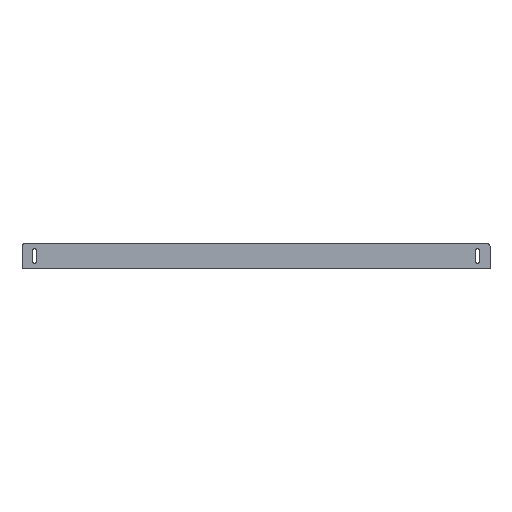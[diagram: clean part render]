
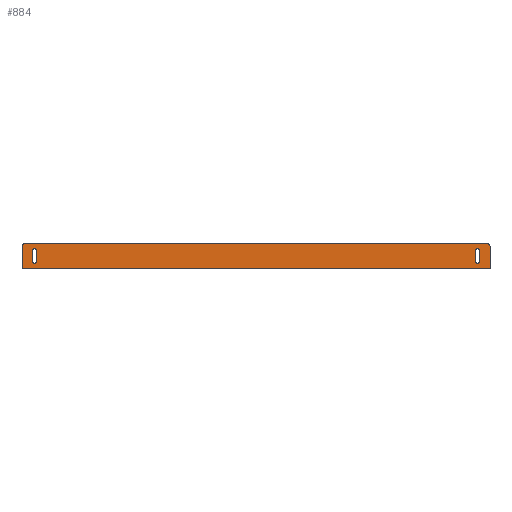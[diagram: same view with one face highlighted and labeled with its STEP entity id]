
A CAD part, front view. The second image highlights one B-rep face of the part: STEP entity #884.
In plain terms, the highlighted planar face has unit normal (0, -1, 0).
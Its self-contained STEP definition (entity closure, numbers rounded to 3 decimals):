
#32 = CARTESIAN_POINT ( 'NONE',  ( 475., -36.5, 0. ) ) ;
#132 = ORIENTED_EDGE ( 'NONE', *, *, #7064, .F. ) ;
#145 = CARTESIAN_POINT ( 'NONE',  ( -475., -36.5, 45. ) ) ;
#196 = EDGE_LOOP ( 'NONE', ( #8272, #8245, #8673, #4463 ) ) ;
#278 = DIRECTION ( 'NONE',  ( 0., 0., 1. ) ) ;
#396 = VERTEX_POINT ( 'NONE', #6311 ) ;
#404 = ORIENTED_EDGE ( 'NONE', *, *, #1258, .F. ) ;
#436 = EDGE_CURVE ( 'NONE', #3694, #4656, #4150, .T. ) ;
#452 = DIRECTION ( 'NONE',  ( 0., 0., -1. ) ) ;
#477 = CARTESIAN_POINT ( 'NONE',  ( -470., -36.5, 45. ) ) ;
#519 = LINE ( 'NONE', #1976, #1022 ) ;
#538 = DIRECTION ( 'NONE',  ( 0., 0., 1. ) ) ;
#663 = CARTESIAN_POINT ( 'NONE',  ( -445.5, -36.5, 35. ) ) ;
#790 = EDGE_CURVE ( 'NONE', #3728, #3694, #1383, .T. ) ;
#802 = ORIENTED_EDGE ( 'NONE', *, *, #2567, .F. ) ;
#826 = CARTESIAN_POINT ( 'NONE',  ( -450., -36.5, 35. ) ) ;
#884 = ADVANCED_FACE ( 'NONE', ( #4814, #7073, #4246 ), #3458, .F. ) ;
#1022 = VECTOR ( 'NONE', #6102, 1000. ) ;
#1153 = VECTOR ( 'NONE', #2818, 1000. ) ;
#1214 = EDGE_CURVE ( 'NONE', #3530, #5174, #7556, .T. ) ;
#1258 = EDGE_CURVE ( 'NONE', #6514, #3728, #7626, .T. ) ;
#1383 = CIRCLE ( 'NONE', #1526, 4.5 ) ;
#1498 = CIRCLE ( 'NONE', #6778, 4.5 ) ;
#1526 = AXIS2_PLACEMENT_3D ( 'NONE', #2394, #5264, #8223 ) ;
#1595 = CARTESIAN_POINT ( 'NONE',  ( 445.5, -36.5, 15. ) ) ;
#1697 = CARTESIAN_POINT ( 'NONE',  ( 470., -36.5, 50. ) ) ;
#1794 = CARTESIAN_POINT ( 'NONE',  ( 454.5, -36.5, 35. ) ) ;
#1798 = VERTEX_POINT ( 'NONE', #5667 ) ;
#1824 = EDGE_CURVE ( 'NONE', #1798, #3991, #5304, .T. ) ;
#1974 = VECTOR ( 'NONE', #278, 1000. ) ;
#1976 = CARTESIAN_POINT ( 'NONE',  ( 475., -36.5, 0. ) ) ;
#2128 = DIRECTION ( 'NONE',  ( 0., 0., 1. ) ) ;
#2189 = DIRECTION ( 'NONE',  ( 1., 0., 0. ) ) ;
#2249 = EDGE_LOOP ( 'NONE', ( #4420, #4948, #404, #5558 ) ) ;
#2394 = CARTESIAN_POINT ( 'NONE',  ( 450., -36.5, 35. ) ) ;
#2478 = CARTESIAN_POINT ( 'NONE',  ( -454.5, -36.5, 15. ) ) ;
#2567 = EDGE_CURVE ( 'NONE', #3389, #3991, #2682, .T. ) ;
#2621 = LINE ( 'NONE', #8142, #2758 ) ;
#2642 = AXIS2_PLACEMENT_3D ( 'NONE', #477, #3450, #3355 ) ;
#2682 = LINE ( 'NONE', #4846, #3676 ) ;
#2687 = CARTESIAN_POINT ( 'NONE',  ( 445.5, -36.5, 35. ) ) ;
#2758 = VECTOR ( 'NONE', #452, 1000. ) ;
#2818 = DIRECTION ( 'NONE',  ( 0., 0., -1. ) ) ;
#2890 = VECTOR ( 'NONE', #6050, 1000. ) ;
#3084 = DIRECTION ( 'NONE',  ( 0., -1., 0. ) ) ;
#3098 = LINE ( 'NONE', #8116, #7543 ) ;
#3111 = EDGE_CURVE ( 'NONE', #3389, #9089, #8487, .T. ) ;
#3181 = CARTESIAN_POINT ( 'NONE',  ( -475., -36.5, 1.5 ) ) ;
#3310 = DIRECTION ( 'NONE',  ( 0., 0., 1. ) ) ;
#3355 = DIRECTION ( 'NONE',  ( 0., 0., 1. ) ) ;
#3389 = VERTEX_POINT ( 'NONE', #6411 ) ;
#3443 = DIRECTION ( 'NONE',  ( 1., 0., 0. ) ) ;
#3450 = DIRECTION ( 'NONE',  ( 0., -1., 0. ) ) ;
#3458 = PLANE ( 'NONE',  #4699 ) ;
#3530 = VERTEX_POINT ( 'NONE', #2478 ) ;
#3583 = CARTESIAN_POINT ( 'NONE',  ( 454.5, -36.5, 15. ) ) ;
#3642 = CARTESIAN_POINT ( 'NONE',  ( -450., -36.5, 15. ) ) ;
#3676 = VECTOR ( 'NONE', #3443, 1000. ) ;
#3694 = VERTEX_POINT ( 'NONE', #8162 ) ;
#3728 = VERTEX_POINT ( 'NONE', #3906 ) ;
#3776 = CIRCLE ( 'NONE', #7220, 4.5 ) ;
#3778 = ORIENTED_EDGE ( 'NONE', *, *, #6788, .T. ) ;
#3806 = VERTEX_POINT ( 'NONE', #663 ) ;
#3906 = CARTESIAN_POINT ( 'NONE',  ( 454.5, -36.5, 35. ) ) ;
#3991 = VERTEX_POINT ( 'NONE', #1697 ) ;
#4150 = LINE ( 'NONE', #2687, #1153 ) ;
#4246 = FACE_OUTER_BOUND ( 'NONE', #8615, .T. ) ;
#4287 = DIRECTION ( 'NONE',  ( 0., 1., 0. ) ) ;
#4420 = ORIENTED_EDGE ( 'NONE', *, *, #436, .F. ) ;
#4463 = ORIENTED_EDGE ( 'NONE', *, *, #1214, .F. ) ;
#4597 = CARTESIAN_POINT ( 'NONE',  ( 450., -36.5, 15. ) ) ;
#4609 = DIRECTION ( 'NONE',  ( 0., -1., 0. ) ) ;
#4656 = VERTEX_POINT ( 'NONE', #1595 ) ;
#4692 = EDGE_CURVE ( 'NONE', #5174, #3806, #6687, .T. ) ;
#4699 = AXIS2_PLACEMENT_3D ( 'NONE', #6989, #4287, #538 ) ;
#4814 = FACE_BOUND ( 'NONE', #196, .T. ) ;
#4846 = CARTESIAN_POINT ( 'NONE',  ( -475., -36.5, 50. ) ) ;
#4859 = VERTEX_POINT ( 'NONE', #8968 ) ;
#4948 = ORIENTED_EDGE ( 'NONE', *, *, #790, .F. ) ;
#5113 = ORIENTED_EDGE ( 'NONE', *, *, #8270, .T. ) ;
#5174 = VERTEX_POINT ( 'NONE', #6770 ) ;
#5207 = EDGE_CURVE ( 'NONE', #4656, #6514, #3776, .T. ) ;
#5264 = DIRECTION ( 'NONE',  ( 0., -1., 0. ) ) ;
#5304 = CIRCLE ( 'NONE', #6229, 5. ) ;
#5407 = VERTEX_POINT ( 'NONE', #32 ) ;
#5459 = EDGE_CURVE ( 'NONE', #3806, #4859, #1498, .T. ) ;
#5470 = AXIS2_PLACEMENT_3D ( 'NONE', #3642, #4609, #6882 ) ;
#5558 = ORIENTED_EDGE ( 'NONE', *, *, #5207, .F. ) ;
#5667 = CARTESIAN_POINT ( 'NONE',  ( 475., -36.5, 45. ) ) ;
#6050 = DIRECTION ( 'NONE',  ( 0., 0., -1. ) ) ;
#6102 = DIRECTION ( 'NONE',  ( 1., 0., 0. ) ) ;
#6229 = AXIS2_PLACEMENT_3D ( 'NONE', #9264, #8560, #2128 ) ;
#6311 = CARTESIAN_POINT ( 'NONE',  ( -475., -36.5, 0. ) ) ;
#6411 = CARTESIAN_POINT ( 'NONE',  ( -470., -36.5, 50. ) ) ;
#6514 = VERTEX_POINT ( 'NONE', #3583 ) ;
#6663 = VECTOR ( 'NONE', #3310, 1000. ) ;
#6687 = LINE ( 'NONE', #7331, #1974 ) ;
#6770 = CARTESIAN_POINT ( 'NONE',  ( -445.5, -36.5, 15. ) ) ;
#6778 = AXIS2_PLACEMENT_3D ( 'NONE', #826, #3084, #2189 ) ;
#6788 = EDGE_CURVE ( 'NONE', #9089, #396, #7497, .T. ) ;
#6871 = DIRECTION ( 'NONE',  ( 0., -1., 0. ) ) ;
#6882 = DIRECTION ( 'NONE',  ( 1., 0., 0. ) ) ;
#6989 = CARTESIAN_POINT ( 'NONE',  ( 475., -36.5, 1.5 ) ) ;
#7064 = EDGE_CURVE ( 'NONE', #1798, #5407, #2621, .T. ) ;
#7073 = FACE_BOUND ( 'NONE', #2249, .T. ) ;
#7079 = ORIENTED_EDGE ( 'NONE', *, *, #3111, .T. ) ;
#7220 = AXIS2_PLACEMENT_3D ( 'NONE', #4597, #6871, #7612 ) ;
#7331 = CARTESIAN_POINT ( 'NONE',  ( -445.5, -36.5, 35. ) ) ;
#7371 = DIRECTION ( 'NONE',  ( 0., 0., -1. ) ) ;
#7497 = LINE ( 'NONE', #3181, #2890 ) ;
#7543 = VECTOR ( 'NONE', #7371, 1000. ) ;
#7556 = CIRCLE ( 'NONE', #5470, 4.5 ) ;
#7612 = DIRECTION ( 'NONE',  ( -1., 0., 0. ) ) ;
#7626 = LINE ( 'NONE', #1794, #6663 ) ;
#7909 = EDGE_CURVE ( 'NONE', #4859, #3530, #3098, .T. ) ;
#8116 = CARTESIAN_POINT ( 'NONE',  ( -454.5, -36.5, 35. ) ) ;
#8142 = CARTESIAN_POINT ( 'NONE',  ( 475., -36.5, 1.5 ) ) ;
#8162 = CARTESIAN_POINT ( 'NONE',  ( 445.5, -36.5, 35. ) ) ;
#8223 = DIRECTION ( 'NONE',  ( -1., 0., 0. ) ) ;
#8245 = ORIENTED_EDGE ( 'NONE', *, *, #5459, .F. ) ;
#8270 = EDGE_CURVE ( 'NONE', #396, #5407, #519, .T. ) ;
#8272 = ORIENTED_EDGE ( 'NONE', *, *, #7909, .F. ) ;
#8487 = CIRCLE ( 'NONE', #2642, 5. ) ;
#8560 = DIRECTION ( 'NONE',  ( 0., -1., 0. ) ) ;
#8615 = EDGE_LOOP ( 'NONE', ( #132, #8963, #802, #7079, #3778, #5113 ) ) ;
#8673 = ORIENTED_EDGE ( 'NONE', *, *, #4692, .F. ) ;
#8963 = ORIENTED_EDGE ( 'NONE', *, *, #1824, .T. ) ;
#8968 = CARTESIAN_POINT ( 'NONE',  ( -454.5, -36.5, 35. ) ) ;
#9089 = VERTEX_POINT ( 'NONE', #145 ) ;
#9264 = CARTESIAN_POINT ( 'NONE',  ( 470., -36.5, 45. ) ) ;
